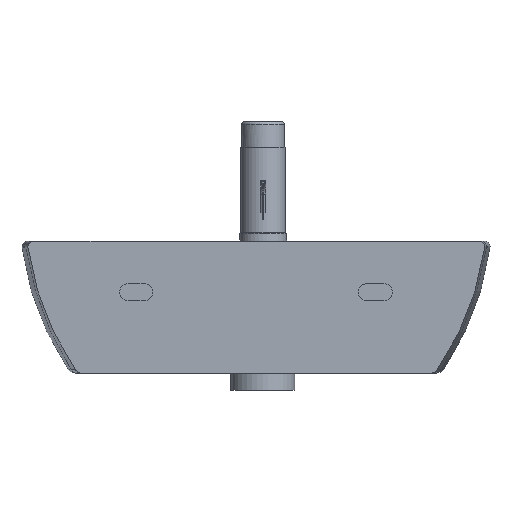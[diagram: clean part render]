
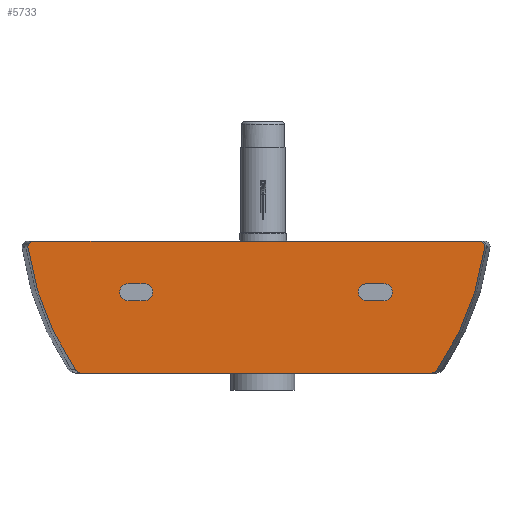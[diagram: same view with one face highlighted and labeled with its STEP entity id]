
A CAD part, left-side view. The second image highlights one B-rep face of the part: STEP entity #5733.
In plain terms, the highlighted face is planar.
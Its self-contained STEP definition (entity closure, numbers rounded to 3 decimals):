
#1184=CARTESIAN_POINT('',(-261.001,0.0,7.));
#1185=VERTEX_POINT('',#1184);
#1237=CARTESIAN_POINT('',(261.001,0.0,7.));
#1238=VERTEX_POINT('',#1237);
#1245=CARTESIAN_POINT('',(-261.001,0.0,7.));
#1246=DIRECTION('',(1.0,0.0,0.0));
#1247=VECTOR('',#1246,522.001);
#1248=LINE('',#1245,#1247);
#1249=EDGE_CURVE('',#1185,#1238,#1248,.T.);
#2901=CARTESIAN_POINT('',(203.895,0.,-148.0));
#2902=VERTEX_POINT('',#2901);
#3069=CARTESIAN_POINT('',(-203.895,0.,-148.0));
#3070=VERTEX_POINT('',#3069);
#3078=CARTESIAN_POINT('',(203.895,0.,-148.0));
#3079=DIRECTION('',(-1.0,0.0,0.0));
#3080=VECTOR('',#3079,407.79);
#3081=LINE('',#3078,#3080);
#3082=EDGE_CURVE('',#2902,#3070,#3081,.T.);
#3188=CARTESIAN_POINT('',(212.166,0.,-143.68));
#3189=VERTEX_POINT('',#3188);
#3190=CARTESIAN_POINT('',(203.895,0.,-148.0));
#3191=CARTESIAN_POINT('',(205.21,0.,-148.));
#3192=CARTESIAN_POINT('',(206.512,0.,-147.739));
#3193=CARTESIAN_POINT('',(207.729,0.,-147.241));
#3194=CARTESIAN_POINT('',(208.228,0.,-147.037));
#3195=CARTESIAN_POINT('',(208.709,0.,-146.794));
#3196=CARTESIAN_POINT('',(209.167,0.,-146.514));
#3197=CARTESIAN_POINT('',(209.528,0.,-146.293));
#3198=CARTESIAN_POINT('',(209.875,0.,-146.048));
#3199=CARTESIAN_POINT('',(210.206,0.,-145.782));
#3200=CARTESIAN_POINT('',(210.957,0.,-145.179));
#3201=CARTESIAN_POINT('',(211.618,0.,-144.471));
#3202=CARTESIAN_POINT('',(212.166,0.,-143.68));
#3203=B_SPLINE_CURVE_WITH_KNOTS('',3,(#3190,#3191,#3192,#3193,#3194,#3195,#3196,#3197,#3198,#3199,#3200,#3201,#3202),.UNSPECIFIED.,.F.,.U.,(4,3,3,3,4),(0.0,0.395,0.556,0.684,0.973),.UNSPECIFIED.);
#3204=EDGE_CURVE('',#2902,#3189,#3203,.T.);
#4221=CARTESIAN_POINT('',(-212.166,0.,-143.68));
#4222=VERTEX_POINT('',#4221);
#4223=CARTESIAN_POINT('',(-212.166,0.,-143.68));
#4224=CARTESIAN_POINT('',(-211.424,0.,-144.751));
#4225=CARTESIAN_POINT('',(-210.478,0.,-145.667));
#4226=CARTESIAN_POINT('',(-209.386,0.,-146.376));
#4227=CARTESIAN_POINT('',(-209.313,0.,-146.423));
#4228=CARTESIAN_POINT('',(-209.24,0.,-146.469));
#4229=CARTESIAN_POINT('',(-209.167,0.,-146.514));
#4230=CARTESIAN_POINT('',(-208.415,0.,-146.974));
#4231=CARTESIAN_POINT('',(-207.604,0.,-147.332));
#4232=CARTESIAN_POINT('',(-206.758,0.,-147.583));
#4233=CARTESIAN_POINT('',(-205.828,0.,-147.858));
#4234=CARTESIAN_POINT('',(-204.864,0.,-148.0));
#4235=CARTESIAN_POINT('',(-203.895,0.,-148.0));
#4236=B_SPLINE_CURVE_WITH_KNOTS('',3,(#4223,#4224,#4225,#4226,#4227,#4228,#4229,#4230,#4231,#4232,#4233,#4234,#4235),.UNSPECIFIED.,.F.,.U.,(4,3,3,3,4),(0.0,0.391,0.417,0.682,0.972),.UNSPECIFIED.);
#4237=EDGE_CURVE('',#4222,#3070,#4236,.T.);
#4289=CARTESIAN_POINT('',(-267.905,0.0,0.0));
#4290=VERTEX_POINT('',#4289);
#4297=CARTESIAN_POINT('',(-212.166,0.,-143.68));
#4298=CARTESIAN_POINT('',(-229.518,0.,-118.662));
#4299=CARTESIAN_POINT('',(-243.095,0.,-91.769));
#4300=CARTESIAN_POINT('',(-259.74,0.,-42.914));
#4301=CARTESIAN_POINT('',(-264.742,0.,-21.914));
#4302=CARTESIAN_POINT('',(-267.905,0.0,0.0));
#4303=B_SPLINE_CURVE_WITH_KNOTS('',3,(#4297,#4298,#4299,#4300,#4301,#4302),.UNSPECIFIED.,.F.,.U.,(4,2,4),(0.033,0.602,1.0),.UNSPECIFIED.);
#4304=EDGE_CURVE('',#4222,#4290,#4303,.T.);
#4461=CARTESIAN_POINT('',(150.246,0.0,-63.));
#4462=VERTEX_POINT('',#4461);
#4469=CARTESIAN_POINT('',(131.541,0.0,-63.));
#4470=VERTEX_POINT('',#4469);
#4471=CARTESIAN_POINT('',(131.541,0.0,-63.));
#4472=DIRECTION('',(1.0,0.0,0.0));
#4473=VECTOR('',#4472,18.705);
#4474=LINE('',#4471,#4473);
#4475=EDGE_CURVE('',#4470,#4462,#4474,.T.);
#4501=CARTESIAN_POINT('',(131.541,0.0,-43.));
#4502=VERTEX_POINT('',#4501);
#4503=CARTESIAN_POINT('',(131.541,0.0,-53.));
#4504=DIRECTION('',(0.0,-1.0,0.0));
#4505=DIRECTION('',(0.0,0.0,-1.0));
#4506=AXIS2_PLACEMENT_3D('',#4503,#4504,#4505);
#4507=CIRCLE('',#4506,10.0);
#4508=EDGE_CURVE('',#4502,#4470,#4507,.T.);
#4533=CARTESIAN_POINT('',(150.246,0.0,-43.));
#4534=VERTEX_POINT('',#4533);
#4535=CARTESIAN_POINT('',(150.246,0.0,-43.));
#4536=DIRECTION('',(-1.0,0.0,0.0));
#4537=VECTOR('',#4536,18.705);
#4538=LINE('',#4535,#4537);
#4539=EDGE_CURVE('',#4534,#4502,#4538,.T.);
#4563=CARTESIAN_POINT('',(150.246,0.0,-53.));
#4564=DIRECTION('',(0.0,-1.0,0.0));
#4565=DIRECTION('',(0.0,0.0,1.0));
#4566=AXIS2_PLACEMENT_3D('',#4563,#4564,#4565);
#4567=CIRCLE('',#4566,10.0);
#4568=EDGE_CURVE('',#4462,#4534,#4567,.T.);
#4589=CARTESIAN_POINT('',(-129.754,0.0,-63.));
#4590=VERTEX_POINT('',#4589);
#4597=CARTESIAN_POINT('',(-149.754,0.0,-63.));
#4598=VERTEX_POINT('',#4597);
#4599=CARTESIAN_POINT('',(-149.754,0.0,-63.0));
#4600=DIRECTION('',(1.0,0.0,0.0));
#4601=VECTOR('',#4600,20.);
#4602=LINE('',#4599,#4601);
#4603=EDGE_CURVE('',#4598,#4590,#4602,.T.);
#4629=CARTESIAN_POINT('',(-149.754,0.0,-43.));
#4630=VERTEX_POINT('',#4629);
#4631=CARTESIAN_POINT('',(-149.754,0.0,-53.));
#4632=DIRECTION('',(0.0,-1.0,0.0));
#4633=DIRECTION('',(0.0,0.0,-1.0));
#4634=AXIS2_PLACEMENT_3D('',#4631,#4632,#4633);
#4635=CIRCLE('',#4634,10.0);
#4636=EDGE_CURVE('',#4630,#4598,#4635,.T.);
#4661=CARTESIAN_POINT('',(-129.754,0.0,-43.));
#4662=VERTEX_POINT('',#4661);
#4663=CARTESIAN_POINT('',(-129.754,0.0,-43.));
#4664=DIRECTION('',(-1.0,0.0,0.0));
#4665=VECTOR('',#4664,20.0);
#4666=LINE('',#4663,#4665);
#4667=EDGE_CURVE('',#4662,#4630,#4666,.T.);
#4691=CARTESIAN_POINT('',(-129.754,0.0,-53.));
#4692=DIRECTION('',(0.0,-1.0,0.0));
#4693=DIRECTION('',(0.0,0.0,1.0));
#4694=AXIS2_PLACEMENT_3D('',#4691,#4692,#4693);
#4695=CIRCLE('',#4694,10.0);
#4696=EDGE_CURVE('',#4590,#4662,#4695,.T.);
#5111=CARTESIAN_POINT('',(267.905,0.0,0.1));
#5112=VERTEX_POINT('',#5111);
#5113=CARTESIAN_POINT('',(261.001,0.0,0.1));
#5114=DIRECTION('',(0.0,-1.0,0.0));
#5115=DIRECTION('',(1.0,0.0,0.0));
#5116=AXIS2_PLACEMENT_3D('',#5113,#5114,#5115);
#5117=ELLIPSE('',#5116,6.904,6.9);
#5118=EDGE_CURVE('',#5112,#1238,#5117,.T.);
#5306=CARTESIAN_POINT('',(-267.905,0.0,0.1));
#5307=VERTEX_POINT('',#5306);
#5308=CARTESIAN_POINT('',(-261.001,0.0,0.1));
#5309=DIRECTION('',(0.0,-1.0,0.0));
#5310=DIRECTION('',(-1.0,0.0,0.0));
#5311=AXIS2_PLACEMENT_3D('',#5308,#5309,#5310);
#5312=ELLIPSE('',#5311,6.904,6.9);
#5313=EDGE_CURVE('',#1185,#5307,#5312,.T.);
#5569=CARTESIAN_POINT('',(267.905,0.0,0.0));
#5570=VERTEX_POINT('',#5569);
#5571=CARTESIAN_POINT('',(212.166,0.,-143.68));
#5572=CARTESIAN_POINT('',(229.518,0.,-118.662));
#5573=CARTESIAN_POINT('',(243.095,0.,-91.769));
#5574=CARTESIAN_POINT('',(259.74,0.,-42.914));
#5575=CARTESIAN_POINT('',(264.742,0.,-21.914));
#5576=CARTESIAN_POINT('',(267.905,0.0,0.0));
#5577=B_SPLINE_CURVE_WITH_KNOTS('',3,(#5571,#5572,#5573,#5574,#5575,#5576),.UNSPECIFIED.,.F.,.U.,(4,2,4),(0.033,0.602,1.0),.UNSPECIFIED.);
#5578=EDGE_CURVE('',#3189,#5570,#5577,.T.);
#5688=CARTESIAN_POINT('',(-267.905,0.0,0.0));
#5689=DIRECTION('',(0.0,0.0,1.0));
#5690=VECTOR('',#5689,0.1);
#5691=LINE('',#5688,#5690);
#5692=EDGE_CURVE('',#4290,#5307,#5691,.T.);
#5699=CARTESIAN_POINT('',(-267.905,0.0,0.0));
#5700=DIRECTION('',(0.0,1.0,0.0));
#5701=DIRECTION('',(0.0,0.0,1.0));
#5702=AXIS2_PLACEMENT_3D('',#5699,#5700,#5701);
#5703=PLANE('',#5702);
#5704=ORIENTED_EDGE('',*,*,#3204,.F.);
#5705=ORIENTED_EDGE('',*,*,#3082,.T.);
#5706=ORIENTED_EDGE('',*,*,#4237,.F.);
#5707=ORIENTED_EDGE('',*,*,#4304,.T.);
#5708=ORIENTED_EDGE('',*,*,#5692,.T.);
#5709=ORIENTED_EDGE('',*,*,#5313,.F.);
#5710=ORIENTED_EDGE('',*,*,#1249,.T.);
#5711=ORIENTED_EDGE('',*,*,#5118,.F.);
#5712=CARTESIAN_POINT('',(267.905,0.0,0.0));
#5713=DIRECTION('',(0.0,0.0,1.0));
#5714=VECTOR('',#5713,0.1);
#5715=LINE('',#5712,#5714);
#5716=EDGE_CURVE('',#5570,#5112,#5715,.T.);
#5717=ORIENTED_EDGE('',*,*,#5716,.F.);
#5718=ORIENTED_EDGE('',*,*,#5578,.F.);
#5719=EDGE_LOOP('',(#5704,#5705,#5706,#5707,#5708,#5709,#5710,#5711,#5717,#5718));
#5720=FACE_OUTER_BOUND('',#5719,.T.);
#5721=ORIENTED_EDGE('',*,*,#4539,.T.);
#5722=ORIENTED_EDGE('',*,*,#4508,.T.);
#5723=ORIENTED_EDGE('',*,*,#4475,.T.);
#5724=ORIENTED_EDGE('',*,*,#4568,.T.);
#5725=EDGE_LOOP('',(#5721,#5722,#5723,#5724));
#5726=FACE_BOUND('',#5725,.T.);
#5727=ORIENTED_EDGE('',*,*,#4667,.T.);
#5728=ORIENTED_EDGE('',*,*,#4636,.T.);
#5729=ORIENTED_EDGE('',*,*,#4603,.T.);
#5730=ORIENTED_EDGE('',*,*,#4696,.T.);
#5731=EDGE_LOOP('',(#5727,#5728,#5729,#5730));
#5732=FACE_BOUND('',#5731,.T.);
#5733=ADVANCED_FACE('',(#5720,#5726,#5732),#5703,.T.);
